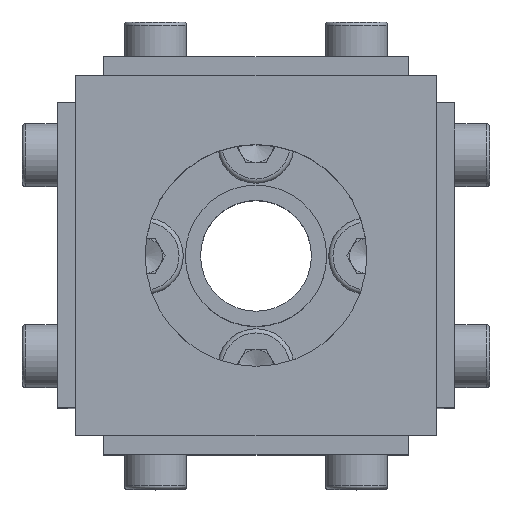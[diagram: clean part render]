
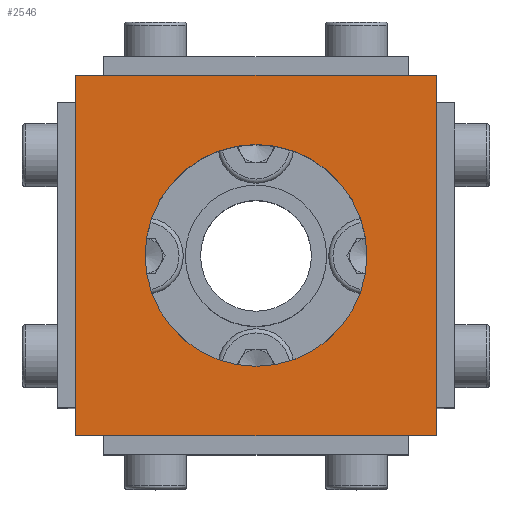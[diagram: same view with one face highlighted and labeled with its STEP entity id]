
A CAD part, top view. The second image highlights one B-rep face of the part: STEP entity #2546.
In plain terms, the highlighted planar face has unit normal (0, 0, 1).
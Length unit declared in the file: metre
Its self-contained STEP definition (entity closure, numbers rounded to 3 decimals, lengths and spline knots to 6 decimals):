
#307=CIRCLE('',#2878,0.008);
#773=ORIENTED_EDGE('',*,*,#1207,.F.);
#774=ORIENTED_EDGE('',*,*,#1180,.F.);
#775=ORIENTED_EDGE('',*,*,#1202,.T.);
#776=ORIENTED_EDGE('',*,*,#1194,.T.);
#777=ORIENTED_EDGE('',*,*,#1211,.F.);
#1180=EDGE_CURVE('',#1449,#1450,#1646,.T.);
#1194=EDGE_CURVE('',#1464,#1463,#1658,.T.);
#1202=EDGE_CURVE('',#1449,#1464,#1663,.T.);
#1207=EDGE_CURVE('',#1472,#1472,#307,.T.);
#1211=EDGE_CURVE('',#1450,#1463,#1665,.T.);
#1449=VERTEX_POINT('',#4165);
#1450=VERTEX_POINT('',#4167);
#1463=VERTEX_POINT('',#4194);
#1464=VERTEX_POINT('',#4196);
#1472=VERTEX_POINT('',#4324);
#1646=LINE('',#4166,#1782);
#1658=LINE('',#4195,#1794);
#1663=LINE('',#4209,#1799);
#1665=LINE('',#4331,#1801);
#1782=VECTOR('',#3436,1.);
#1794=VECTOR('',#3454,1.);
#1799=VECTOR('',#3469,1.);
#1801=VECTOR('',#3481,1.);
#2008=EDGE_LOOP('',(#773));
#2009=EDGE_LOOP('',(#774,#775,#776,#777));
#2280=FACE_BOUND('',#2008,.T.);
#2281=FACE_BOUND('',#2009,.T.);
#2425=PLANE('',#2882);
#2546=ADVANCED_FACE('',(#2280,#2281),#2425,.T.);
#2878=AXIS2_PLACEMENT_3D('',#4323,#3472,#3473);
#2882=AXIS2_PLACEMENT_3D('',#4332,#3482,#3483);
#3436=DIRECTION('',(-1.,0.,0.));
#3454=DIRECTION('',(-1.,0.,0.));
#3469=DIRECTION('',(0.,1.,0.));
#3472=DIRECTION('',(0.,0.,1.));
#3473=DIRECTION('',(1.,0.,0.));
#3481=DIRECTION('',(0.,1.,0.));
#3482=DIRECTION('',(0.,0.,1.));
#3483=DIRECTION('',(1.,0.,0.));
#4165=CARTESIAN_POINT('',(0.013,-0.013,0.042333));
#4166=CARTESIAN_POINT('',(0.,-0.013,0.042333));
#4167=CARTESIAN_POINT('',(-0.013,-0.013,0.042333));
#4194=CARTESIAN_POINT('',(-0.013,0.013,0.042333));
#4195=CARTESIAN_POINT('',(0.,0.013,0.042333));
#4196=CARTESIAN_POINT('',(0.013,0.013,0.042333));
#4209=CARTESIAN_POINT('',(0.013,0.,0.042333));
#4323=CARTESIAN_POINT('',(0.,0.,0.042333));
#4324=CARTESIAN_POINT('',(0.008,0.,0.042333));
#4331=CARTESIAN_POINT('',(-0.013,0.,0.042333));
#4332=CARTESIAN_POINT('',(0.,0.,0.042333));
